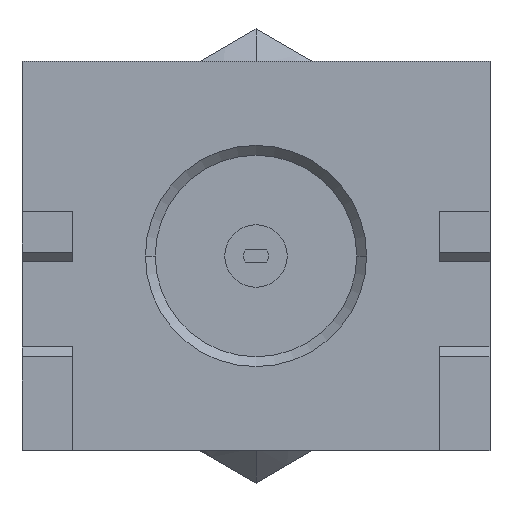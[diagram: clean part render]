
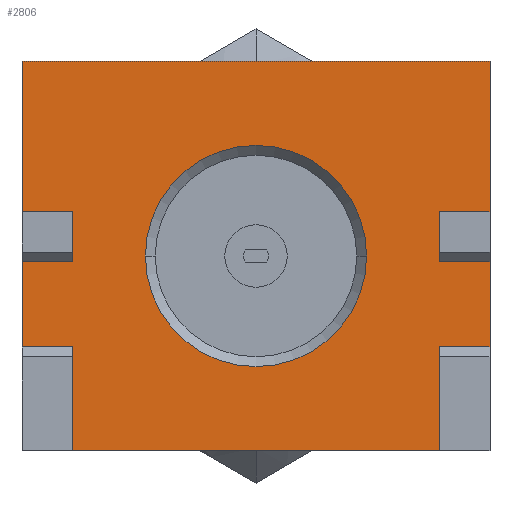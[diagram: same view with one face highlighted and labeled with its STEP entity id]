
A CAD part, left-side view. The second image highlights one B-rep face of the part: STEP entity #2806.
In plain terms, the highlighted planar face has unit normal (-1, 0, 0).
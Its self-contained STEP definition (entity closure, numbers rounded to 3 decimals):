
#1=DIRECTION('',(0.,1.,0.));
#2=VECTOR('',#1,1.02);
#3=CARTESIAN_POINT('',(0.,-4.76,-1.85));
#4=LINE('',#3,#2);
#5=DIRECTION('',(0.,0.,1.));
#6=VECTOR('',#5,2.11);
#7=CARTESIAN_POINT('',(0.,-3.74,-3.96));
#8=LINE('',#7,#6);
#9=DIRECTION('',(0.,1.,0.));
#10=VECTOR('',#9,7.48);
#11=CARTESIAN_POINT('',(0.,-3.74,-3.96));
#12=LINE('',#11,#10);
#13=DIRECTION('',(0.,0.,1.));
#14=VECTOR('',#13,2.11);
#15=CARTESIAN_POINT('',(0.,3.74,-3.96));
#16=LINE('',#15,#14);
#17=DIRECTION('',(0.,-1.,0.));
#18=VECTOR('',#17,1.02);
#19=CARTESIAN_POINT('',(0.,4.76,-1.85));
#20=LINE('',#19,#18);
#21=DIRECTION('',(0.,0.,1.));
#22=VECTOR('',#21,1.73);
#23=CARTESIAN_POINT('',(0.,4.76,-1.85));
#24=LINE('',#23,#22);
#25=DIRECTION('',(0.,-1.,0.));
#26=VECTOR('',#25,1.02);
#27=CARTESIAN_POINT('',(0.,4.76,-0.12));
#28=LINE('',#27,#26);
#29=DIRECTION('',(0.,0.,1.));
#30=VECTOR('',#29,1.02);
#31=CARTESIAN_POINT('',(0.,3.74,-0.12));
#32=LINE('',#31,#30);
#33=DIRECTION('',(0.,-1.,0.));
#34=VECTOR('',#33,1.02);
#35=CARTESIAN_POINT('',(0.,4.76,0.9));
#36=LINE('',#35,#34);
#37=DIRECTION('',(0.,0.,1.));
#38=VECTOR('',#37,3.06);
#39=CARTESIAN_POINT('',(0.,4.76,0.9));
#40=LINE('',#39,#38);
#41=DIRECTION('',(0.,-1.,0.));
#42=VECTOR('',#41,9.52);
#43=CARTESIAN_POINT('',(0.,4.76,3.96));
#44=LINE('',#43,#42);
#45=DIRECTION('',(0.,0.,-1.));
#46=VECTOR('',#45,3.06);
#47=CARTESIAN_POINT('',(0.,-4.76,3.96));
#48=LINE('',#47,#46);
#49=DIRECTION('',(0.,1.,0.));
#50=VECTOR('',#49,1.02);
#51=CARTESIAN_POINT('',(0.,-4.76,0.9));
#52=LINE('',#51,#50);
#53=DIRECTION('',(0.,0.,-1.));
#54=VECTOR('',#53,1.02);
#55=CARTESIAN_POINT('',(0.,-3.74,0.9));
#56=LINE('',#55,#54);
#57=DIRECTION('',(0.,1.,0.));
#58=VECTOR('',#57,1.02);
#59=CARTESIAN_POINT('',(0.,-4.76,-0.12));
#60=LINE('',#59,#58);
#61=DIRECTION('',(0.,0.,-1.));
#62=VECTOR('',#61,1.73);
#63=CARTESIAN_POINT('',(0.,-4.76,-0.12));
#64=LINE('',#63,#62);
#65=CARTESIAN_POINT('',(0.,0.,0.));
#66=DIRECTION('',(1.,0.,0.));
#67=DIRECTION('',(0.,-1.,0.));
#68=AXIS2_PLACEMENT_3D('',#65,#66,#67);
#70=CARTESIAN_POINT('',(0.,0.,0.));
#71=DIRECTION('',(1.,0.,0.));
#72=DIRECTION('',(0.,1.,0.));
#73=AXIS2_PLACEMENT_3D('',#70,#71,#72);
#2427=CARTESIAN_POINT('',(0.,4.76,3.96));
#2428=CARTESIAN_POINT('',(0.,-4.76,3.96));
#2429=VERTEX_POINT('',#2427);
#2430=VERTEX_POINT('',#2428);
#2471=CARTESIAN_POINT('',(0.,-4.76,-1.85));
#2472=CARTESIAN_POINT('',(0.,-3.74,-1.85));
#2473=VERTEX_POINT('',#2471);
#2474=VERTEX_POINT('',#2472);
#2475=CARTESIAN_POINT('',(0.,-3.74,-3.96));
#2476=VERTEX_POINT('',#2475);
#2477=CARTESIAN_POINT('',(0.,3.74,-3.96));
#2478=CARTESIAN_POINT('',(0.,3.74,-1.85));
#2479=VERTEX_POINT('',#2477);
#2480=VERTEX_POINT('',#2478);
#2481=CARTESIAN_POINT('',(0.,4.76,-1.85));
#2482=VERTEX_POINT('',#2481);
#2483=CARTESIAN_POINT('',(0.,-4.76,0.9));
#2484=CARTESIAN_POINT('',(0.,-3.74,0.9));
#2485=VERTEX_POINT('',#2483);
#2486=VERTEX_POINT('',#2484);
#2487=CARTESIAN_POINT('',(0.,-3.74,-0.12));
#2488=VERTEX_POINT('',#2487);
#2489=CARTESIAN_POINT('',(0.,-4.76,-0.12));
#2490=VERTEX_POINT('',#2489);
#2491=CARTESIAN_POINT('',(0.,4.76,-0.12));
#2492=CARTESIAN_POINT('',(0.,3.74,-0.12));
#2493=VERTEX_POINT('',#2491);
#2494=VERTEX_POINT('',#2492);
#2495=CARTESIAN_POINT('',(0.,3.74,0.9));
#2496=VERTEX_POINT('',#2495);
#2497=CARTESIAN_POINT('',(0.,4.76,0.9));
#2498=VERTEX_POINT('',#2497);
#2507=CARTESIAN_POINT('',(0.,-2.25,0.));
#2508=CARTESIAN_POINT('',(0.,2.25,0.));
#2509=VERTEX_POINT('',#2507);
#2510=VERTEX_POINT('',#2508);
#2761=CARTESIAN_POINT('',(0.,0.,0.));
#2762=DIRECTION('',(1.,0.,0.));
#2763=DIRECTION('',(0.,-1.,0.));
#2764=AXIS2_PLACEMENT_3D('',#2761,#2762,#2763);
#2765=PLANE('',#2764);
#2767=ORIENTED_EDGE('',*,*,#2766,.T.);
#2769=ORIENTED_EDGE('',*,*,#2768,.F.);
#2771=ORIENTED_EDGE('',*,*,#2770,.T.);
#2773=ORIENTED_EDGE('',*,*,#2772,.T.);
#2775=ORIENTED_EDGE('',*,*,#2774,.F.);
#2777=ORIENTED_EDGE('',*,*,#2776,.T.);
#2779=ORIENTED_EDGE('',*,*,#2778,.T.);
#2781=ORIENTED_EDGE('',*,*,#2780,.T.);
#2783=ORIENTED_EDGE('',*,*,#2782,.F.);
#2785=ORIENTED_EDGE('',*,*,#2784,.T.);
#2787=ORIENTED_EDGE('',*,*,#2786,.T.);
#2789=ORIENTED_EDGE('',*,*,#2788,.T.);
#2791=ORIENTED_EDGE('',*,*,#2790,.T.);
#2793=ORIENTED_EDGE('',*,*,#2792,.T.);
#2795=ORIENTED_EDGE('',*,*,#2794,.F.);
#2797=ORIENTED_EDGE('',*,*,#2796,.T.);
#2798=EDGE_LOOP('',(#2767,#2769,#2771,#2773,#2775,#2777,#2779,#2781,#2783,#2785,
#2787,#2789,#2791,#2793,#2795,#2797));
#2799=FACE_OUTER_BOUND('',#2798,.F.);
#2801=ORIENTED_EDGE('',*,*,#2800,.F.);
#2803=ORIENTED_EDGE('',*,*,#2802,.F.);
#2804=EDGE_LOOP('',(#2801,#2803));
#2805=FACE_BOUND('',#2804,.F.);
#2806=ADVANCED_FACE('',(#2799,#2805),#2765,.F.);
#69=CIRCLE('',#68,2.25);
#74=CIRCLE('',#73,2.25);
#2766=EDGE_CURVE('',#2473,#2474,#4,.T.);
#2768=EDGE_CURVE('',#2476,#2474,#8,.T.);
#2770=EDGE_CURVE('',#2476,#2479,#12,.T.);
#2772=EDGE_CURVE('',#2479,#2480,#16,.T.);
#2774=EDGE_CURVE('',#2482,#2480,#20,.T.);
#2776=EDGE_CURVE('',#2482,#2493,#24,.T.);
#2778=EDGE_CURVE('',#2493,#2494,#28,.T.);
#2780=EDGE_CURVE('',#2494,#2496,#32,.T.);
#2782=EDGE_CURVE('',#2498,#2496,#36,.T.);
#2784=EDGE_CURVE('',#2498,#2429,#40,.T.);
#2786=EDGE_CURVE('',#2429,#2430,#44,.T.);
#2788=EDGE_CURVE('',#2430,#2485,#48,.T.);
#2790=EDGE_CURVE('',#2485,#2486,#52,.T.);
#2792=EDGE_CURVE('',#2486,#2488,#56,.T.);
#2794=EDGE_CURVE('',#2490,#2488,#60,.T.);
#2796=EDGE_CURVE('',#2490,#2473,#64,.T.);
#2800=EDGE_CURVE('',#2509,#2510,#69,.T.);
#2802=EDGE_CURVE('',#2510,#2509,#74,.T.);
